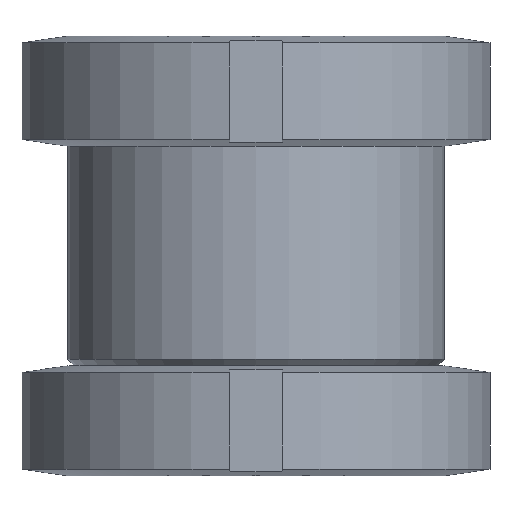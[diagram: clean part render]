
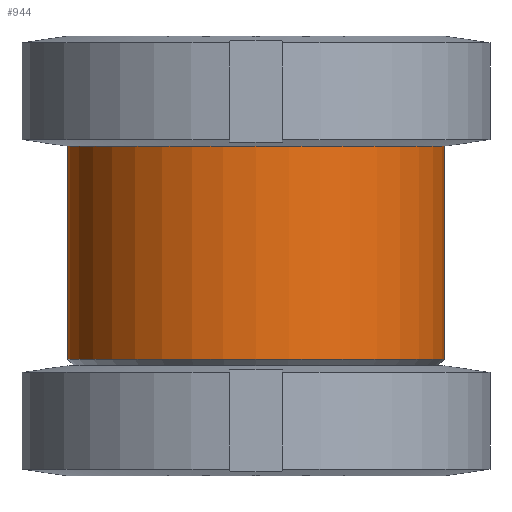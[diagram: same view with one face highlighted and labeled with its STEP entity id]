
A CAD part, front view. The second image highlights one B-rep face of the part: STEP entity #944.
In plain terms, the highlighted cylindrical face has radius 18 mm (diameter 36 mm), a partial arc.
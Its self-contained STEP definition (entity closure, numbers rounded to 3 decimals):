
#464=EDGE_CURVE('',#1060,#594,#1236,.T.);
#494=VERTEX_POINT('',#1270);
#594=VERTEX_POINT('',#1380);
#706=EDGE_CURVE('',#792,#594,#1502,.T.);
#792=VERTEX_POINT('',#1597);
#932=EDGE_CURVE('',#494,#792,#1752,.T.);
#944=ADVANCED_FACE('',(#1765),#1766,.T.);
#1060=VERTEX_POINT('',#1896);
#1116=EDGE_CURVE('',#1060,#494,#1956,.T.);
#1236=CIRCLE('',#2146,18.0);
#1270=CARTESIAN_POINT('',(18.0,0.,11.13));
#1380=CARTESIAN_POINT('',(-18.0,0.,31.5));
#1502=LINE('',#2639,#2640);
#1597=CARTESIAN_POINT('',(-18.0,0.,11.13));
#1752=CIRCLE('',#3113,18.0);
#1765=FACE_OUTER_BOUND('',#3127,.T.);
#1766=CYLINDRICAL_SURFACE('',#3128,18.0);
#1896=CARTESIAN_POINT('',(18.0,0.,31.5));
#1956=LINE('',#3503,#3504);
#2146=AXIS2_PLACEMENT_3D('',#3666,#3667,#3668);
#2639=CARTESIAN_POINT('',(-18.0,0.,21.315));
#2640=VECTOR('',#3930,1.0);
#3113=AXIS2_PLACEMENT_3D('',#4218,#4219,#4220);
#3127=EDGE_LOOP('',(#4233,#4234,#4235,#4236));
#3128=AXIS2_PLACEMENT_3D('',#4237,#4238,#4239);
#3503=CARTESIAN_POINT('',(18.0,0.,21.315));
#3504=VECTOR('',#4449,1.0);
#3666=CARTESIAN_POINT('',(0.0,0.,31.5));
#3667=DIRECTION('',(0.0,0.,-1.0));
#3668=DIRECTION('',(1.0,0.0,0.0));
#3930=DIRECTION('',(-0.0,0.,1.0));
#4218=CARTESIAN_POINT('',(0.0,0.,11.13));
#4219=DIRECTION('',(0.0,0.,-1.0));
#4220=DIRECTION('',(1.0,0.0,0.0));
#4233=ORIENTED_EDGE('',*,*,#1116,.F.);
#4234=ORIENTED_EDGE('',*,*,#464,.T.);
#4235=ORIENTED_EDGE('',*,*,#706,.F.);
#4236=ORIENTED_EDGE('',*,*,#932,.F.);
#4237=CARTESIAN_POINT('',(0.0,0.,21.315));
#4238=DIRECTION('',(-0.0,0.,1.0));
#4239=DIRECTION('',(1.0,0.0,0.0));
#4449=DIRECTION('',(0.0,0.,-1.0));
